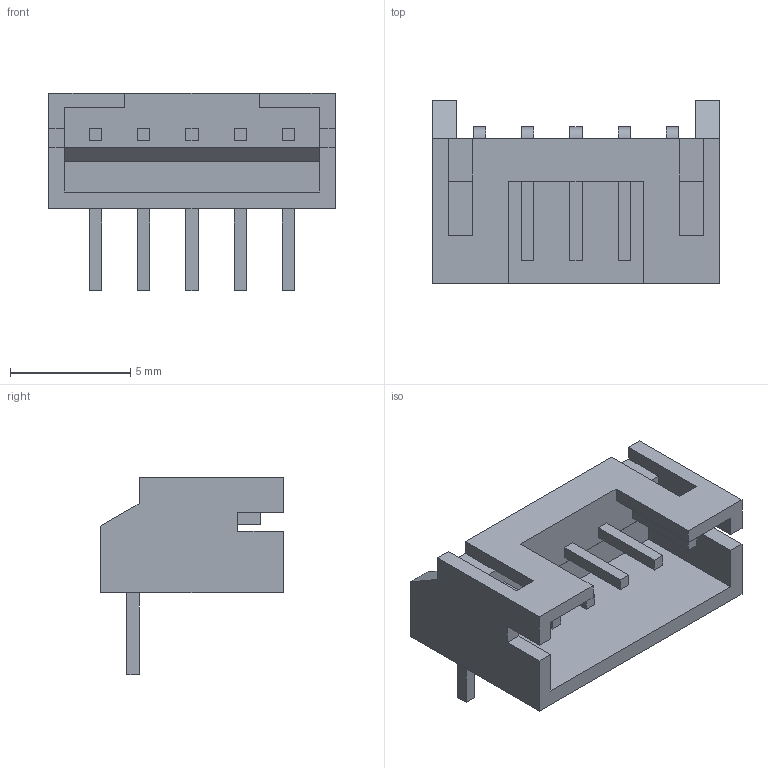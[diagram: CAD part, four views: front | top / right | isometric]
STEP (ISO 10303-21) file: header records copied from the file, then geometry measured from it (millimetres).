
FILE_DESCRIPTION( ( '' ), ' ' );
FILE_NAME( '58ef445b6939460f8ffb23a8.step', '2017-04-13T09:26:51', ( '' ), ( '' ), ' ', ' ', ' ' );
FILE_SCHEMA( ( 'AUTOMOTIVE_DESIGN { 1 0 10303 214 1 1 1 1 }' ) );
Length unit declared in the file: metre
Products named in the file (1): Open CASCADE STEP translator 6.8 1
Bounding box: 11.9 x 7.6 x 8.2 mm (x, y, z)
Volume: 176.9 mm3; surface area: 513.3 mm2
Topology: 1 solids, 1 shells, 91 faces, 252 edges, 164 vertices
Faces by surface type: plane 86, cylinder 5
Entity records: 4852 total; most frequent: CARTESIAN_POINT 508, ORIENTED_EDGE 504, DIRECTION 446, STYLED_ITEM 343, PRESENTATION_STYLE_ASSIGNMENT 343, COLOUR_RGB 343, EDGE_CURVE 252, CURVE_STYLE 252
